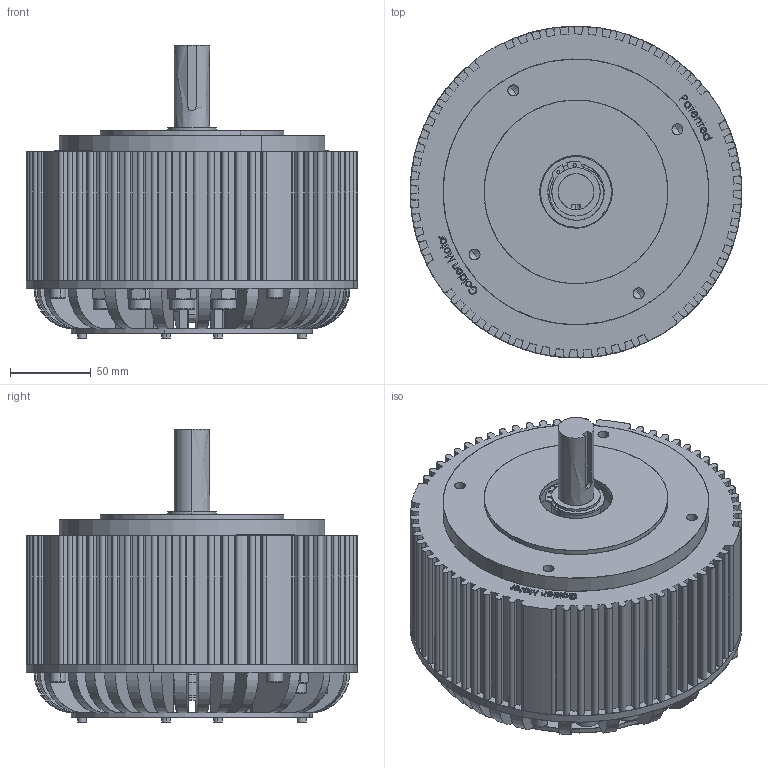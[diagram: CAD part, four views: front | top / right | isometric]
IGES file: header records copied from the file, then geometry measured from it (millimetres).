
Start section: SolidWorks IGES file using analytic representation for surfaces
Bounding box: 205.91 x 205.91 x 182 mm (x, y, z)
Surface area: 444881.2 mm2 (no closed solid volume)
Topology: 0 solids, 0 shells, 1674 faces, 25083 edges, 25033 vertices
Faces by surface type: bspline 914, revolution 760
